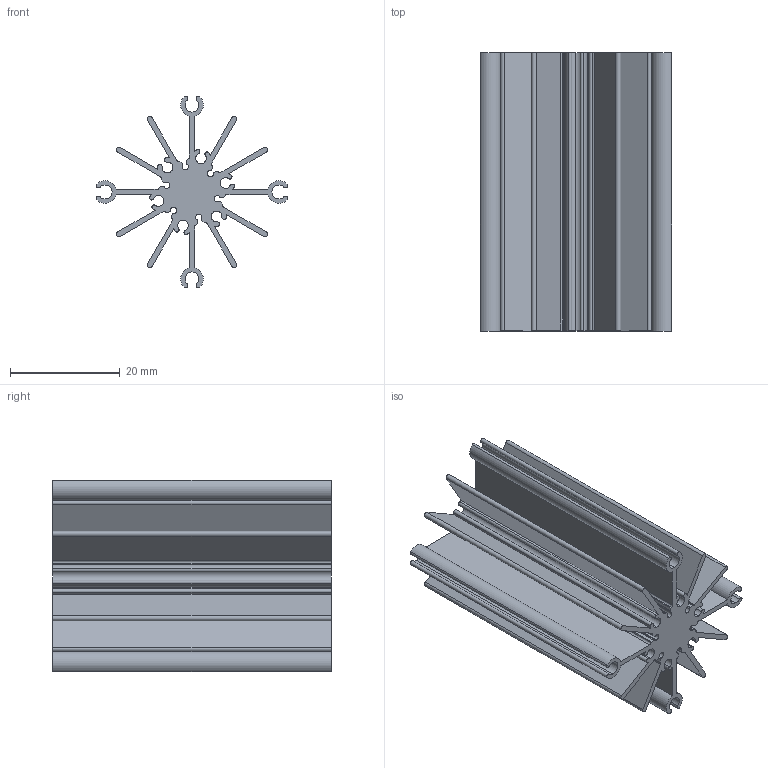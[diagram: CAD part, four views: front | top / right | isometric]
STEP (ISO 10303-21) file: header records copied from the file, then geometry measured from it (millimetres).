
FILE_DESCRIPTION (( 'STEP AP214' ), '1' );
FILE_NAME ('882-200AB STARBOARD HEATSINK 1.89C-W 2.step', '2017-12-04T14:38:59', ( '' ), ( '' ), 'SwSTEP 2.0', 'SolidWorks 2017', '' );
FILE_SCHEMA (( 'AUTOMOTIVE_DESIGN' ));
Length unit declared in the file: inch
Products named in the file (1): 882-200AB STARBOARD HEATSINK 1.89C-W 2
Bounding box: 34.96 x 50.8 x 34.96 mm (x, y, z)
Volume: 12295.9 mm3; surface area: 18649.3 mm2
Topology: 1 solids, 1 shells, 183 faces, 543 edges, 362 vertices
Faces by surface type: cylinder 129, plane 54
Entity records: 6295 total; most frequent: DIRECTION 1169, CARTESIAN_POINT 1089, ORIENTED_EDGE 1086, EDGE_CURVE 543, AXIS2_PLACEMENT_3D 442, VERTEX_POINT 362, LINE 285, VECTOR 285
